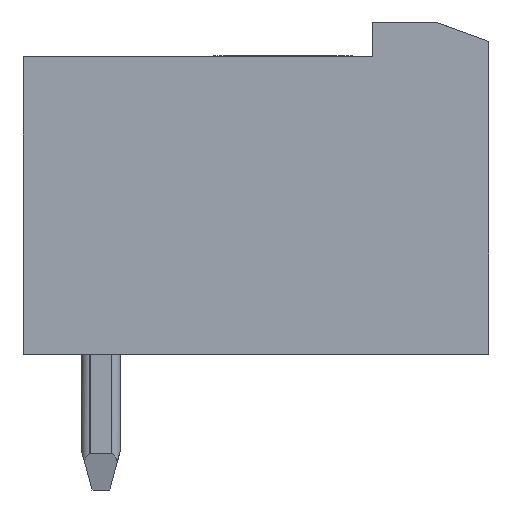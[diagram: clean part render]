
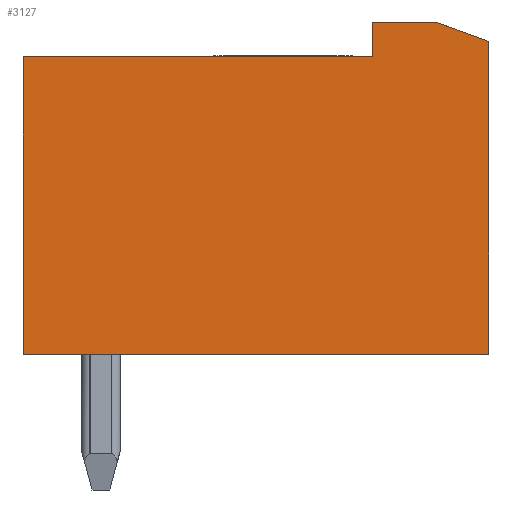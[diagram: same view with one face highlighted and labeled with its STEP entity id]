
A CAD part, left-side view. The second image highlights one B-rep face of the part: STEP entity #3127.
In plain terms, the highlighted planar face has unit normal (-1, 0, 0).
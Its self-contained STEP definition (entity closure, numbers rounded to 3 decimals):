
#3127=ADVANCED_FACE('',(#5970),#5971,.F.);
#5970=FACE_OUTER_BOUND('',#20282,.T.);
#5971=PLANE('',#20283);
#20282=EDGE_LOOP('',(#24734,#24735,#24736,#24737,#24738,#24739,#24740));
#20283=AXIS2_PLACEMENT_3D('',#24741,#24742,#24743);
#24734=ORIENTED_EDGE('',*,*,#28442,.T.);
#24735=ORIENTED_EDGE('',*,*,#28311,.T.);
#24736=ORIENTED_EDGE('',*,*,#28300,.T.);
#24737=ORIENTED_EDGE('',*,*,#28273,.T.);
#24738=ORIENTED_EDGE('',*,*,#28429,.F.);
#24739=ORIENTED_EDGE('',*,*,#28440,.F.);
#24740=ORIENTED_EDGE('',*,*,#28295,.F.);
#24741=CARTESIAN_POINT('',(0.,9.299,0.436));
#24742=DIRECTION('',(1.0,0.,0.));
#24743=DIRECTION('',(0.,0.,1.0));
#28273=EDGE_CURVE('',#30454,#30456,#30458,.T.);
#28295=EDGE_CURVE('',#30490,#30492,#30493,.F.);
#28300=EDGE_CURVE('',#30498,#30454,#30500,.T.);
#28311=EDGE_CURVE('',#30517,#30498,#30518,.T.);
#28429=EDGE_CURVE('',#30688,#30456,#30690,.F.);
#28440=EDGE_CURVE('',#30492,#30688,#30705,.F.);
#28442=EDGE_CURVE('',#30490,#30517,#30707,.F.);
#30454=VERTEX_POINT('',#33637);
#30456=VERTEX_POINT('',#33640);
#30458=LINE('',#33643,#33644);
#30490=VERTEX_POINT('',#33690);
#30492=VERTEX_POINT('',#33693);
#30493=LINE('',#33694,#33695);
#30498=VERTEX_POINT('',#33702);
#30500=LINE('',#33705,#33706);
#30517=VERTEX_POINT('',#33731);
#30518=LINE('',#33732,#33733);
#30688=VERTEX_POINT('',#33977);
#30690=LINE('',#33980,#33981);
#30705=LINE('',#34002,#34003);
#30707=LINE('',#34005,#34006);
#33637=CARTESIAN_POINT('',(0.,3.0,8.57));
#33640=CARTESIAN_POINT('',(0.,3.0,7.67));
#33643=CARTESIAN_POINT('',(0.,3.0,4.503));
#33644=VECTOR('',#36898,1.0);
#33690=CARTESIAN_POINT('',(0.,0.,0.));
#33693=CARTESIAN_POINT('',(0.,12.0,0.));
#33694=CARTESIAN_POINT('',(0.,8.4,0.));
#33695=VECTOR('',#36920,1.0);
#33702=CARTESIAN_POINT('',(0.,1.374,8.57));
#33705=CARTESIAN_POINT('',(0.,6.15,8.57));
#33706=VECTOR('',#36924,1.0);
#33731=CARTESIAN_POINT('',(0.,0.,8.07));
#33732=CARTESIAN_POINT('',(0.,2.879,9.118));
#33733=VECTOR('',#36933,1.0);
#33977=CARTESIAN_POINT('',(0.,12.0,7.67));
#33980=CARTESIAN_POINT('',(0.,8.9,7.67));
#33981=VECTOR('',#37052,1.0);
#34002=CARTESIAN_POINT('',(0.,12.0,4.053));
#34003=VECTOR('',#37059,1.0);
#34005=CARTESIAN_POINT('',(0.,0.0,0.441));
#34006=VECTOR('',#37060,1.0);
#36898=DIRECTION('',(0.,0.,-1.0));
#36920=DIRECTION('',(0.,-1.0,0.0));
#36924=DIRECTION('',(0.,1.0,0.0));
#36933=DIRECTION('',(0.,0.94,0.342));
#37052=DIRECTION('',(0.,1.0,0.0));
#37059=DIRECTION('',(0.,0.,-1.0));
#37060=DIRECTION('',(0.,0.,-1.0));
